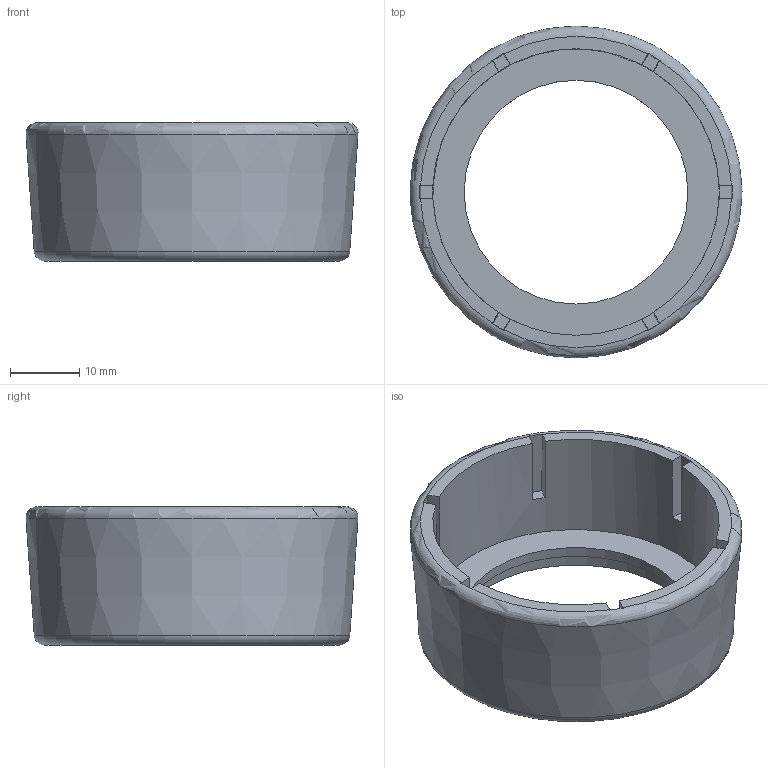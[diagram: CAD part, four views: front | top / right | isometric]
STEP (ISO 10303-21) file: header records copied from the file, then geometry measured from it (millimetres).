
FILE_DESCRIPTION(/* description */ ('STEP AP242','CAx-IF Rec.Pracs.---Representation and Presentation of Product Manufacturing Information (PMI)---4.0---2014-10-13','CAx-IF Rec.Pracs.---3D Tessellated Geometry---0.4---2014-09-14','2;1'),/* implementation_level */ '2;1');
FILE_NAME(/* name */ '65dbd7faa559230a8b1d1efc',/* time_stamp */ '2024-02-26T00:14:50Z',/* author */ (''),/* organization */ (''),/* preprocessor_version */ 'ST-DEVELOPER v19.4',/* originating_system */ ' ',/* authorisation */ ' ');
FILE_SCHEMA (('AP242_MANAGED_MODEL_BASED_3D_ENGINEERING_MIM_LF { 1 0 10303 442 1 1 4 }'));
Length unit declared in the file: metre
Products named in the file (1): Knob Cover
Bounding box: 48.07 x 48.07 x 20 mm (x, y, z)
Volume: 8924.3 mm3; surface area: 7298.2 mm2
Topology: 1 solids, 1 shells, 39 faces, 107 edges, 71 vertices
Faces by surface type: plane 33, cylinder 3, torus 2, cone 1
Full cylindrical faces by diameter (mm): 32.4 x1, 35 x1, 41.5 x1
Entity records: 1238 total; most frequent: CARTESIAN_POINT 260, DIRECTION 198, ORIENTED_EDGE 196, EDGE_CURVE 98, AXIS2_PLACEMENT_3D 78, VERTEX_POINT 68, EDGE_LOOP 48, FACE_BOUND 48
